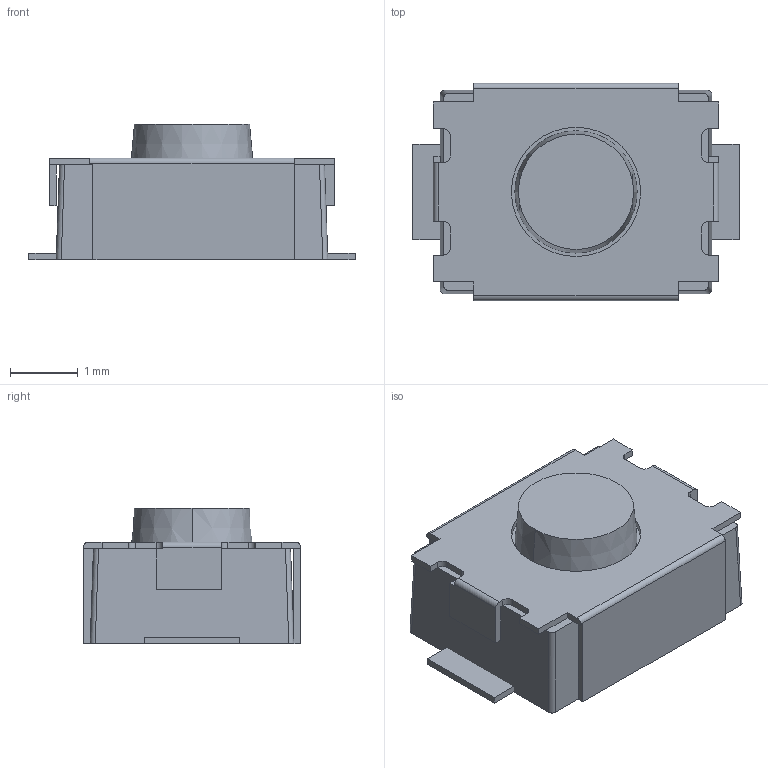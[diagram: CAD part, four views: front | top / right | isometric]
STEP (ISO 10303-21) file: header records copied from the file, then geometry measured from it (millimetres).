
FILE_DESCRIPTION (( 'STEP AP214' ), '1' );
FILE_NAME ('SKRKAHE020.STEP', '2020-12-15T20:46:49', ( 'andrei' ), ( '' ), 'SwSTEP 2.0', 'SolidWorks 2020', '' );
FILE_SCHEMA (( 'AUTOMOTIVE_DESIGN' ));
Length unit declared in the file: millimetre
Products named in the file (1): SKRKAHE020
Bounding box: 4.8 x 3.2 x 2 mm (x, y, z)
Volume: 20 mm3; surface area: 90.4 mm2
Topology: 4 solids, 4 shells, 83 faces, 220 edges, 146 vertices
Faces by surface type: plane 63, cylinder 18, cone 2
Entity records: 3011 total; most frequent: CARTESIAN_POINT 474, ORIENTED_EDGE 440, DIRECTION 412, EDGE_CURVE 220, VECTOR 180, LINE 180, VERTEX_POINT 146, AXIS2_PLACEMENT_3D 116
